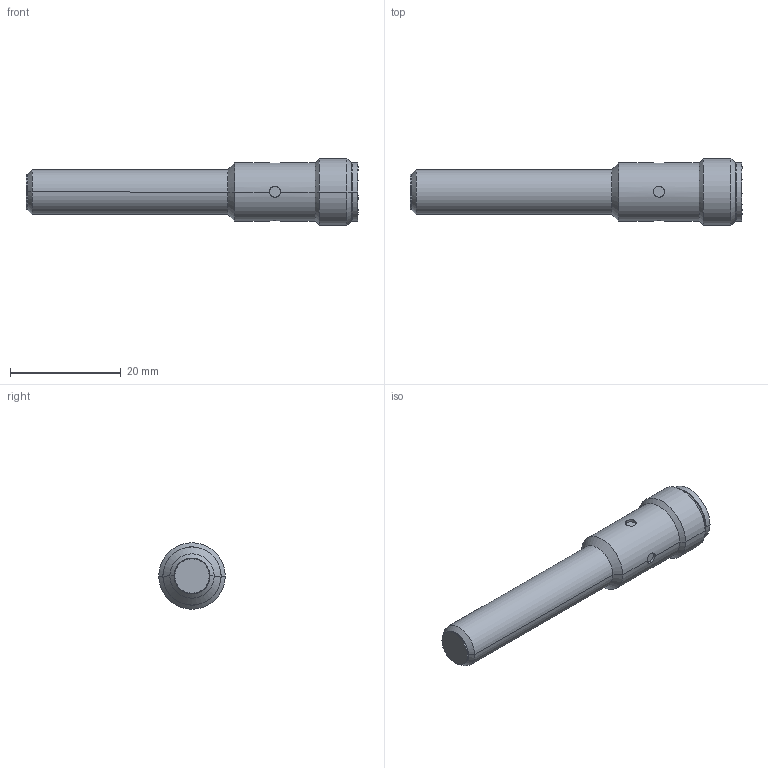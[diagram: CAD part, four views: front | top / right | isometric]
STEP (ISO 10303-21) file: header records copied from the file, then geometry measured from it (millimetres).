
FILE_DESCRIPTION (( 'STEP AP214' ), '1' );
FILE_NAME ('AE1-AP-1H.step', '2018-04-12T18:52:38', ( '' ), ( '' ), 'SwSTEP 2.0', 'SolidWorks 2017', '' );
FILE_SCHEMA (( 'AUTOMOTIVE_DESIGN' ));
Length unit declared in the file: inch
Products named in the file (1): AE1-AP-1H
Bounding box: 59.94 x 12 x 12 mm (x, y, z)
Volume: 3353.3 mm3; surface area: 3236.2 mm2
Topology: 7 solids, 7 shells, 137 faces, 324 edges, 202 vertices
Faces by surface type: cylinder 74, plane 33, cone 18, bspline 12
Entity records: 6197 total; most frequent: CARTESIAN_POINT 1096, DIRECTION 726, ORIENTED_EDGE 632, EDGE_CURVE 316, AXIS2_PLACEMENT_3D 300, VERTEX_POINT 202, CIRCLE 174, EDGE_LOOP 154
